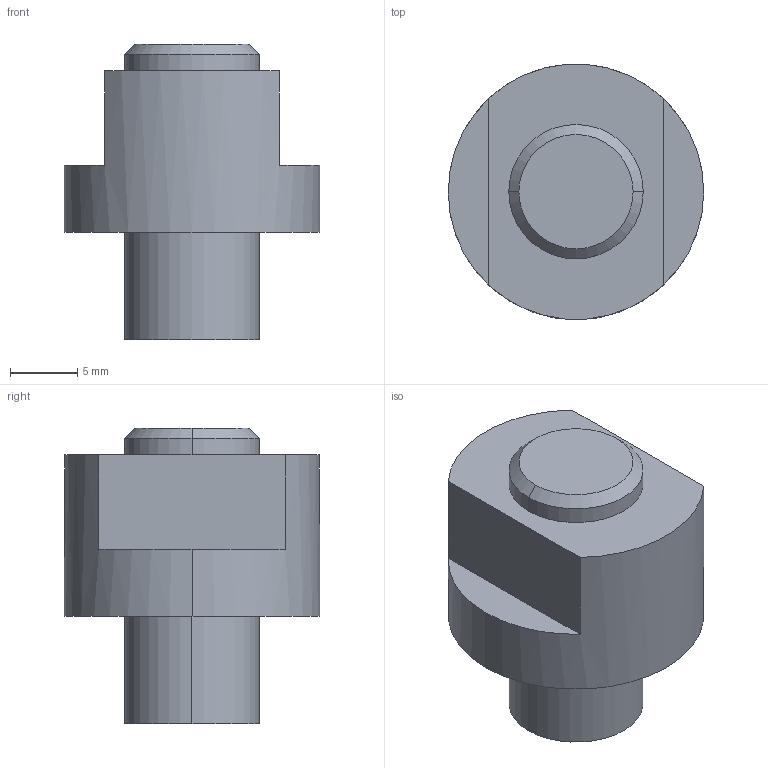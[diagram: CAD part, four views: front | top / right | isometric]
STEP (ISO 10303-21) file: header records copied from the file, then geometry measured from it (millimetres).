
FILE_DESCRIPTION(('STEP AP214'),'1');
FILE_NAME(' ',' ',('TraceParts'),('TraceParts S.A.'),'XStep 1.0',' ',' ');
FILE_SCHEMA(('automotive_design'));
Length unit declared in the file: millimetre
Products named in the file (1): 1
Bounding box: 19 x 19 x 22 mm (x, y, z)
Volume: 3462.7 mm3; surface area: 1914.7 mm2
Topology: 1 solids, 1 shells, 130 faces, 264 edges, 137 vertices
Faces by surface type: cone 48, torus 44, cylinder 30, plane 8
Entity records: 6397 total; most frequent: DIRECTION 700, STYLED_ITEM 530, PRESENTATION_STYLE_ASSIGNMENT 530, CARTESIAN_POINT 530, COLOUR_RGB 530, ORIENTED_EDGE 524, AXIS2_PLACEMENT_3D 307, EDGE_CURVE 262
